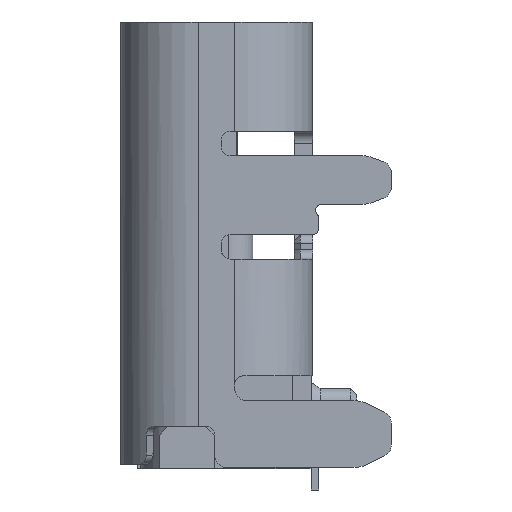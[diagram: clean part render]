
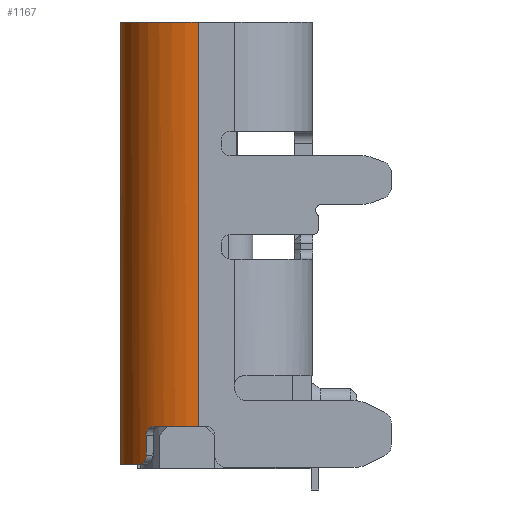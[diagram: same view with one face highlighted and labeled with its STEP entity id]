
A CAD part, left-side view. The second image highlights one B-rep face of the part: STEP entity #1167.
In plain terms, the highlighted cylindrical face has radius 1.28 mm (diameter 2.56 mm), a partial arc.
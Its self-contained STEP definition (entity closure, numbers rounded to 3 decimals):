
#1167 = ADVANCED_FACE( 'NONE', ( #3007 ), #3008, .T. );
#3007 = FACE_OUTER_BOUND( '', #5699, .T. );
#3008 = CYLINDRICAL_SURFACE( '', #5700, 1.28 );
#5699 = EDGE_LOOP( '', ( #9429, #9430, #9431, #9432, #9433, #9434, #9435, #9436, #9437 ) );
#5700 = AXIS2_PLACEMENT_3D( '', #9438, #9439, #9440 );
#9429 = ORIENTED_EDGE( '', *, *, #16938, .F. );
#9430 = ORIENTED_EDGE( '', *, *, #16939, .F. );
#9431 = ORIENTED_EDGE( '', *, *, #16940, .F. );
#9432 = ORIENTED_EDGE( '', *, *, #16941, .F. );
#9433 = ORIENTED_EDGE( '', *, *, #16418, .F. );
#9434 = ORIENTED_EDGE( '', *, *, #16942, .T. );
#9435 = ORIENTED_EDGE( '', *, *, #16943, .F. );
#9436 = ORIENTED_EDGE( '', *, *, #16944, .F. );
#9437 = ORIENTED_EDGE( '', *, *, #16661, .F. );
#9438 = CARTESIAN_POINT( '', ( 1.28, 2.88, -7.275 ) );
#9439 = DIRECTION( '', ( 0., 0., 1. ) );
#9440 = DIRECTION( '', ( 1., 0., 0. ) );
#16418 = EDGE_CURVE( 'NONE', #19888, #19890, #19891, .T. );
#16661 = EDGE_CURVE( 'NONE', #20331, #20333, #20334, .T. );
#16938 = EDGE_CURVE( 'NONE', #20810, #20331, #20811, .T. );
#16939 = EDGE_CURVE( 'NONE', #20812, #20810, #20813, .T. );
#16940 = EDGE_CURVE( 'NONE', #20814, #20812, #20815, .T. );
#16941 = EDGE_CURVE( 'NONE', #19890, #20814, #20816, .T. );
#16942 = EDGE_CURVE( 'NONE', #19888, #20817, #20818, .T. );
#16943 = EDGE_CURVE( 'NONE', #20819, #20817, #20820, .T. );
#16944 = EDGE_CURVE( 'NONE', #20333, #20819, #20821, .T. );
#19888 = VERTEX_POINT( 'NONE', #24915 );
#19890 = VERTEX_POINT( 'NONE', #24918 );
#19891 = LINE( '', #24919, #24920 );
#20331 = VERTEX_POINT( 'NONE', #25571 );
#20333 = VERTEX_POINT( 'NONE', #25574 );
#20334 = LINE( '', #25575, #25576 );
#20810 = VERTEX_POINT( 'NONE', #26315 );
#20811 = B_SPLINE_CURVE_WITH_KNOTS( '', 3, ( #26316, #26317, #26318, #26319, #26320, #26321, #26322, #26323 ), .UNSPECIFIED., .F., .F., ( 4, 1, 1, 1, 1, 4 ), ( 0., 0.166, 0.333, 0.5, 0.726, 1. ), .UNSPECIFIED. );
#20812 = VERTEX_POINT( 'NONE', #26324 );
#20813 = CIRCLE( '', #26325, 1.28 );
#20814 = VERTEX_POINT( 'NONE', #26326 );
#20815 = B_SPLINE_CURVE_WITH_KNOTS( '', 1, ( #26327, #26328 ), .UNSPECIFIED., .F., .F., ( 2, 2 ), ( 0., 1. ), .UNSPECIFIED. );
#20816 = CIRCLE( '', #26329, 1.28 );
#20817 = VERTEX_POINT( 'NONE', #26330 );
#20818 = CIRCLE( '', #26331, 1.28 );
#20819 = VERTEX_POINT( 'NONE', #26332 );
#20820 = B_SPLINE_CURVE_WITH_KNOTS( '', 3, ( #26333, #26334, #26335, #26336, #26337, #26338, #26339 ), .UNSPECIFIED., .F., .F., ( 4, 1, 1, 1, 4 ), ( 0., 0.238, 0.484, 0.738, 1. ), .UNSPECIFIED. );
#20821 = B_SPLINE_CURVE_WITH_KNOTS( '', 3, ( #26340, #26341, #26342, #26343, #26344, #26345, #26346 ), .UNSPECIFIED., .F., .F., ( 4, 1, 1, 1, 4 ), ( 0., 0.252, 0.503, 0.752, 1. ), .UNSPECIFIED. );
#24915 = CARTESIAN_POINT( '', ( 1.28, 4.16, -7.275 ) );
#24918 = CARTESIAN_POINT( '', ( 1.28, 4.16, 0. ) );
#24919 = CARTESIAN_POINT( '', ( 1.28, 4.16, -7.275 ) );
#24920 = VECTOR( '', #31738, 1000. );
#25571 = CARTESIAN_POINT( '', ( 0.327, 3.735, -6.8 ) );
#25574 = CARTESIAN_POINT( '', ( 0.327, 3.735, -7.125 ) );
#25575 = CARTESIAN_POINT( '', ( 0.327, 3.735, -3.638 ) );
#25576 = VECTOR( '', #31984, 1000. );
#26315 = CARTESIAN_POINT( '', ( 0.233, 3.616, -6.65 ) );
#26316 = CARTESIAN_POINT( '', ( 0.233, 3.616, -6.65 ) );
#26317 = CARTESIAN_POINT( '', ( 0.24, 3.627, -6.651 ) );
#26318 = CARTESIAN_POINT( '', ( 0.256, 3.648, -6.653 ) );
#26319 = CARTESIAN_POINT( '', ( 0.278, 3.677, -6.669 ) );
#26320 = CARTESIAN_POINT( '', ( 0.301, 3.704, -6.695 ) );
#26321 = CARTESIAN_POINT( '', ( 0.322, 3.729, -6.739 ) );
#26322 = CARTESIAN_POINT( '', ( 0.325, 3.733, -6.778 ) );
#26323 = CARTESIAN_POINT( '', ( 0.327, 3.735, -6.8 ) );
#26324 = CARTESIAN_POINT( '', ( 0., 2.88, -6.65 ) );
#26325 = AXIS2_PLACEMENT_3D( '', #32263, #32264, #32265 );
#26326 = CARTESIAN_POINT( '', ( 0., 2.88, 0. ) );
#26327 = CARTESIAN_POINT( '', ( 0., 2.88, 0. ) );
#26328 = CARTESIAN_POINT( '', ( 0., 2.88, -6.65 ) );
#26329 = AXIS2_PLACEMENT_3D( '', #32266, #32267, #32268 );
#26330 = CARTESIAN_POINT( '', ( 0.439, 3.845, -7.275 ) );
#26331 = AXIS2_PLACEMENT_3D( '', #32269, #32270, #32271 );
#26332 = CARTESIAN_POINT( '', ( 0.358, 3.768, -7.23 ) );
#26333 = CARTESIAN_POINT( '', ( 0.358, 3.768, -7.23 ) );
#26334 = CARTESIAN_POINT( '', ( 0.363, 3.773, -7.237 ) );
#26335 = CARTESIAN_POINT( '', ( 0.374, 3.783, -7.25 ) );
#26336 = CARTESIAN_POINT( '', ( 0.393, 3.802, -7.264 ) );
#26337 = CARTESIAN_POINT( '', ( 0.415, 3.823, -7.273 ) );
#26338 = CARTESIAN_POINT( '', ( 0.431, 3.838, -7.274 ) );
#26339 = CARTESIAN_POINT( '', ( 0.439, 3.845, -7.275 ) );
#26340 = CARTESIAN_POINT( '', ( 0.327, 3.735, -7.125 ) );
#26341 = CARTESIAN_POINT( '', ( 0.328, 3.735, -7.135 ) );
#26342 = CARTESIAN_POINT( '', ( 0.329, 3.736, -7.155 ) );
#26343 = CARTESIAN_POINT( '', ( 0.335, 3.743, -7.183 ) );
#26344 = CARTESIAN_POINT( '', ( 0.345, 3.753, -7.209 ) );
#26345 = CARTESIAN_POINT( '', ( 0.353, 3.763, -7.223 ) );
#26346 = CARTESIAN_POINT( '', ( 0.358, 3.768, -7.23 ) );
#31738 = DIRECTION( '', ( 0., 0., 1. ) );
#31984 = DIRECTION( '', ( 0., 0., -1. ) );
#32263 = CARTESIAN_POINT( '', ( 1.28, 2.88, -6.65 ) );
#32264 = DIRECTION( '', ( 0., 0., -1. ) );
#32265 = DIRECTION( '', ( 1., 0., 0. ) );
#32266 = CARTESIAN_POINT( '', ( 1.28, 2.88, 0. ) );
#32267 = DIRECTION( '', ( 0., 0., 1. ) );
#32268 = DIRECTION( '', ( 1., 0., 0. ) );
#32269 = CARTESIAN_POINT( '', ( 1.28, 2.88, -7.275 ) );
#32270 = DIRECTION( '', ( 0., 0., 1. ) );
#32271 = DIRECTION( '', ( 1., 0., 0. ) );
